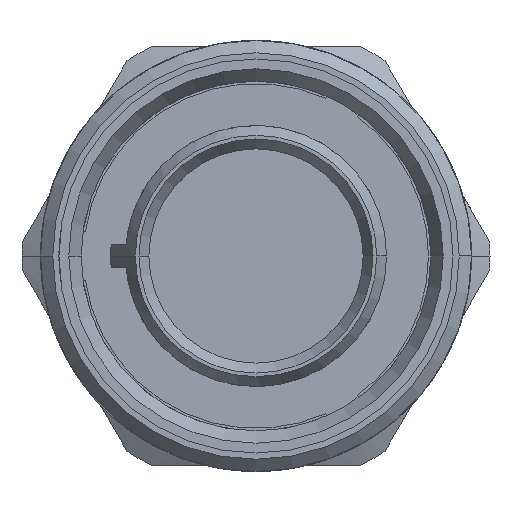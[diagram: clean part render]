
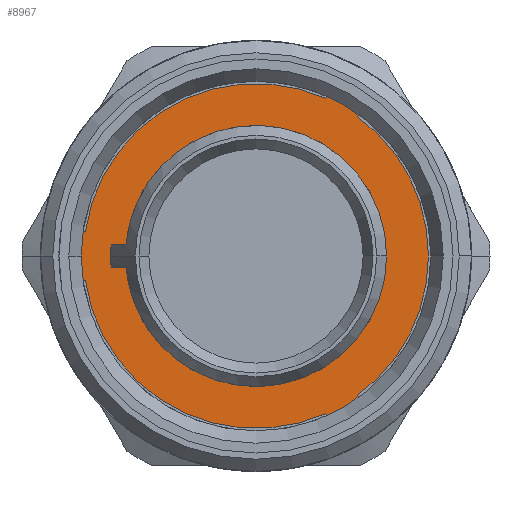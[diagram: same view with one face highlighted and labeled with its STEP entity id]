
A CAD part, left-side view. The second image highlights one B-rep face of the part: STEP entity #8967.
In plain terms, the highlighted planar face has unit normal (-1, 0, 0).
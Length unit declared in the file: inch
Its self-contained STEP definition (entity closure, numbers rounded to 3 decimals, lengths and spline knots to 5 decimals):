
#3865=CARTESIAN_POINT('',(2.13686,-0.26575,
-0.29552));
#3866=DIRECTION('',(1.,0.,0.));
#3867=DIRECTION('',(0.,-0.589,-0.808));
#3868=AXIS2_PLACEMENT_3D('',#3865,#3866,#3867);
#3870=DIRECTION('',(0.,0.5,0.866));
#3871=VECTOR('',#3870,0.00396);
#3872=CARTESIAN_POINT('',(2.13686,-0.37916,
-0.551));
#3873=LINE('',#3872,#3871);
#3874=CARTESIAN_POINT('',(2.13686,-0.26575,
-0.29552));
#3875=DIRECTION('',(1.,0.,0.));
#3876=DIRECTION('',(0.,-0.404,-0.915));
#3877=AXIS2_PLACEMENT_3D('',#3874,#3875,#3876);
#3879=DIRECTION('',(0.,1.,0.));
#3880=VECTOR('',#3879,0.00398);
#3881=CARTESIAN_POINT('',(2.13686,0.00702,
-0.33489));
#3882=LINE('',#3881,#3880);
#3883=CARTESIAN_POINT('',(2.13686,-0.26575,
-0.29552));
#3884=DIRECTION('',(1.,0.,0.));
#3885=DIRECTION('',(0.,0.99,-0.141));
#3886=AXIS2_PLACEMENT_3D('',#3883,#3884,#3885);
#3888=CARTESIAN_POINT('',(2.13686,-0.26575,
-0.29552));
#3889=DIRECTION('',(1.,0.,0.));
#3890=DIRECTION('',(0.,1.,0.));
#3891=AXIS2_PLACEMENT_3D('',#3888,#3889,#3890);
#3893=DIRECTION('',(0.,-1.,0.));
#3894=VECTOR('',#3893,0.00398);
#3895=CARTESIAN_POINT('',(2.13686,0.01099,
-0.25615));
#3896=LINE('',#3895,#3894);
#3897=CARTESIAN_POINT('',(2.13686,-0.26575,
-0.29552));
#3898=DIRECTION('',(1.,0.,0.));
#3899=DIRECTION('',(0.,0.99,0.143));
#3900=AXIS2_PLACEMENT_3D('',#3897,#3898,#3899);
#3902=DIRECTION('',(0.,-0.5,0.866));
#3903=VECTOR('',#3902,0.00396);
#3904=CARTESIAN_POINT('',(2.13686,-0.37718,
-0.04346));
#3905=LINE('',#3904,#3903);
#3906=CARTESIAN_POINT('',(2.13686,-0.26575,
-0.29552));
#3907=DIRECTION('',(1.,0.,0.));
#3908=DIRECTION('',(0.,-0.406,0.914));
#3909=AXIS2_PLACEMENT_3D('',#3906,#3907,#3908);
#3911=DIRECTION('',(0.,0.5,-0.866));
#3912=VECTOR('',#3911,0.00396);
#3913=CARTESIAN_POINT('',(2.13686,-0.4303,
-0.06955));
#3914=LINE('',#3913,#3912);
#3915=CARTESIAN_POINT('',(2.13686,-0.26575,
-0.29552));
#3916=DIRECTION('',(1.,0.,0.));
#3917=DIRECTION('',(0.,-0.59,0.807));
#3918=AXIS2_PLACEMENT_3D('',#3915,#3916,#3917);
#3920=CARTESIAN_POINT('',(2.13686,-0.26575,
-0.29552));
#3921=DIRECTION('',(1.,0.,0.));
#3922=DIRECTION('',(0.,-1.,0.));
#3923=AXIS2_PLACEMENT_3D('',#3920,#3921,#3922);
#3925=DIRECTION('',(0.,-0.5,-0.866));
#3926=VECTOR('',#3925,0.00396);
#3927=CARTESIAN_POINT('',(2.13686,-0.42832,
-0.51805));
#3928=LINE('',#3927,#3926);
#3929=CARTESIAN_POINT('',(2.13686,-0.26575,
-0.29552));
#3930=DIRECTION('',(-1.,0.,0.));
#3931=DIRECTION('',(0.,1.,0.));
#3932=AXIS2_PLACEMENT_3D('',#3929,#3930,#3931);
#3934=CARTESIAN_POINT('',(2.13686,-0.26575,
-0.29552));
#3935=DIRECTION('',(-1.,0.,0.));
#3936=DIRECTION('',(0.,-1.,0.));
#3937=AXIS2_PLACEMENT_3D('',#3934,#3935,#3936);
#4951=CARTESIAN_POINT('',(2.13686,-0.05709,
-0.29552));
#4952=VERTEX_POINT('',#4951);
#4953=CARTESIAN_POINT('',(2.13686,-0.47441,
-0.29551));
#4954=VERTEX_POINT('',#4953);
#4992=CARTESIAN_POINT('',(2.13686,-0.4303,
-0.52147));
#4993=CARTESIAN_POINT('',(2.13686,-0.37916,
-0.551));
#4994=VERTEX_POINT('',#4992);
#4995=VERTEX_POINT('',#4993);
#4996=CARTESIAN_POINT('',(2.13686,-0.37718,
-0.54757));
#4997=VERTEX_POINT('',#4996);
#4998=CARTESIAN_POINT('',(2.13686,0.00702,
-0.33489));
#4999=VERTEX_POINT('',#4998);
#5000=CARTESIAN_POINT('',(2.13686,0.01099,
-0.33489));
#5001=VERTEX_POINT('',#5000);
#5002=CARTESIAN_POINT('',(2.13686,0.01378,
-0.29552));
#5003=VERTEX_POINT('',#5002);
#5004=CARTESIAN_POINT('',(2.13686,0.01099,
-0.25615));
#5005=VERTEX_POINT('',#5004);
#5006=CARTESIAN_POINT('',(2.13686,0.00702,
-0.25615));
#5007=VERTEX_POINT('',#5006);
#5008=CARTESIAN_POINT('',(2.13686,-0.37718,
-0.04346));
#5009=VERTEX_POINT('',#5008);
#5010=CARTESIAN_POINT('',(2.13686,-0.37916,
-0.04003));
#5011=VERTEX_POINT('',#5010);
#5012=CARTESIAN_POINT('',(2.13686,-0.4303,
-0.06955));
#5013=VERTEX_POINT('',#5012);
#5014=CARTESIAN_POINT('',(2.13686,-0.42832,
-0.07298));
#5015=VERTEX_POINT('',#5014);
#5016=CARTESIAN_POINT('',(2.13686,-0.54134,
-0.29551));
#5017=VERTEX_POINT('',#5016);
#5018=CARTESIAN_POINT('',(2.13686,-0.42832,
-0.51805));
#5019=VERTEX_POINT('',#5018);
#8928=CARTESIAN_POINT('',(2.13686,-0.26575,
-0.29552));
#8929=DIRECTION('',(1.,0.,0.));
#8930=DIRECTION('',(0.,-1.,0.));
#8931=AXIS2_PLACEMENT_3D('',#8928,#8929,#8930);
#8932=PLANE('',#8931);
#8933=ORIENTED_EDGE('',*,*,#8905,.T.);
#8935=ORIENTED_EDGE('',*,*,#8934,.T.);
#8937=ORIENTED_EDGE('',*,*,#8936,.T.);
#8939=ORIENTED_EDGE('',*,*,#8938,.T.);
#8940=ORIENTED_EDGE('',*,*,#8917,.T.);
#8942=ORIENTED_EDGE('',*,*,#8941,.T.);
#8944=ORIENTED_EDGE('',*,*,#8943,.T.);
#8946=ORIENTED_EDGE('',*,*,#8945,.T.);
#8948=ORIENTED_EDGE('',*,*,#8947,.T.);
#8950=ORIENTED_EDGE('',*,*,#8949,.T.);
#8952=ORIENTED_EDGE('',*,*,#8951,.T.);
#8954=ORIENTED_EDGE('',*,*,#8953,.T.);
#8956=ORIENTED_EDGE('',*,*,#8955,.T.);
#8958=ORIENTED_EDGE('',*,*,#8957,.T.);
#8959=EDGE_LOOP('',(#8933,#8935,#8937,#8939,#8940,#8942,#8944,#8946,#8948,#8950,
#8952,#8954,#8956,#8958));
#8960=FACE_OUTER_BOUND('',#8959,.F.);
#8962=ORIENTED_EDGE('',*,*,#8961,.T.);
#8964=ORIENTED_EDGE('',*,*,#8963,.T.);
#8965=EDGE_LOOP('',(#8962,#8964));
#8966=FACE_BOUND('',#8965,.F.);
#8967=ADVANCED_FACE('',(#8960,#8966),#8932,.F.);
#3869=CIRCLE('',#3868,0.27953);
#3878=CIRCLE('',#3877,0.27559);
#3887=CIRCLE('',#3886,0.27953);
#3892=CIRCLE('',#3891,0.27953);
#3901=CIRCLE('',#3900,0.27559);
#3910=CIRCLE('',#3909,0.27953);
#3919=CIRCLE('',#3918,0.27559);
#3924=CIRCLE('',#3923,0.27559);
#3933=CIRCLE('',#3932,0.20866);
#3938=CIRCLE('',#3937,0.20866);
#8905=EDGE_CURVE('',#4994,#4995,#3869,.T.);
#8917=EDGE_CURVE('',#5001,#5003,#3887,.T.);
#8934=EDGE_CURVE('',#4995,#4997,#3873,.T.);
#8936=EDGE_CURVE('',#4997,#4999,#3878,.T.);
#8938=EDGE_CURVE('',#4999,#5001,#3882,.T.);
#8941=EDGE_CURVE('',#5003,#5005,#3892,.T.);
#8943=EDGE_CURVE('',#5005,#5007,#3896,.T.);
#8945=EDGE_CURVE('',#5007,#5009,#3901,.T.);
#8947=EDGE_CURVE('',#5009,#5011,#3905,.T.);
#8949=EDGE_CURVE('',#5011,#5013,#3910,.T.);
#8951=EDGE_CURVE('',#5013,#5015,#3914,.T.);
#8953=EDGE_CURVE('',#5015,#5017,#3919,.T.);
#8955=EDGE_CURVE('',#5017,#5019,#3924,.T.);
#8957=EDGE_CURVE('',#5019,#4994,#3928,.T.);
#8961=EDGE_CURVE('',#4952,#4954,#3933,.T.);
#8963=EDGE_CURVE('',#4954,#4952,#3938,.T.);
